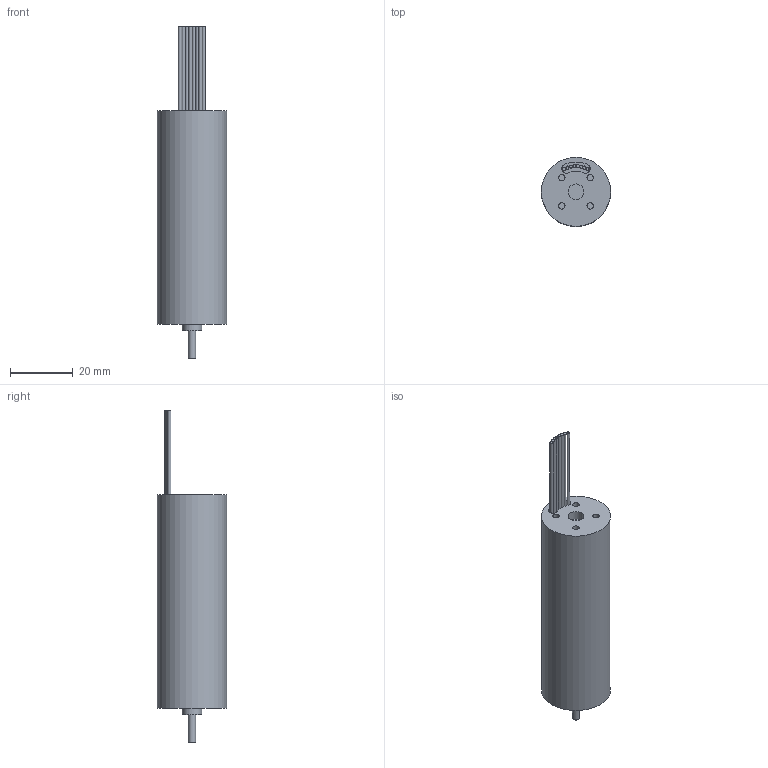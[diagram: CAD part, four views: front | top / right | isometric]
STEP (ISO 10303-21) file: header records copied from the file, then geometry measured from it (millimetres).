
FILE_DESCRIPTION( ( 'Unknown' ), '1' );
FILE_NAME( 'BR2268.stp', 'Unknown', ( 'Unknown' ), ( 'Unknown' ), 'PSStep 17.0.49', 'Unknown', ' ' );
FILE_SCHEMA( ( 'AUTOMOTIVE_DESIGN { 1 0 10303 214 1 1 1 1 }' ) );
Length unit declared in the file: millimetre
Products named in the file (1): 1
Bounding box: 22 x 22 x 105.7 mm (x, y, z)
Volume: 25910.8 mm3; surface area: 6617.5 mm2
Topology: 1 solids, 1 shells, 46 faces, 73 edges, 48 vertices
Faces by surface type: cylinder 25, plane 21
Full cylindrical faces by diameter (mm): 1 x8, 1.567 x4, 2.013 x4, 2.28 x1, 4 x1, 5 x1, 6.2 x1, 22 x1
Entity records: 1348 total; most frequent: DIRECTION 194, CARTESIAN_POINT 147, ORIENTED_EDGE 104, AXIS2_PLACEMENT_3D 95, EDGE_LOOP 86, FACE_OUTER_BOUND 67, EDGE_CURVE 52, VERTEX_POINT 48
